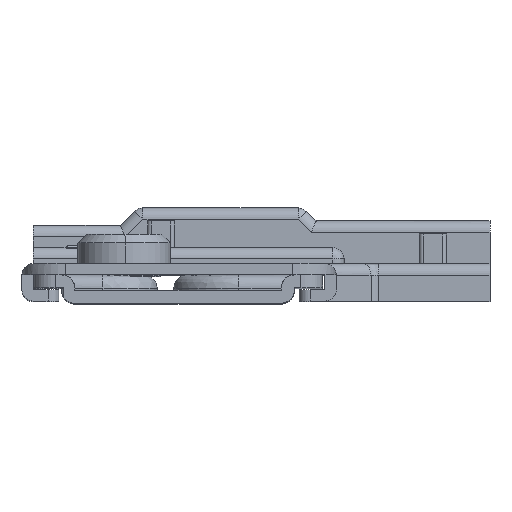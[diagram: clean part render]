
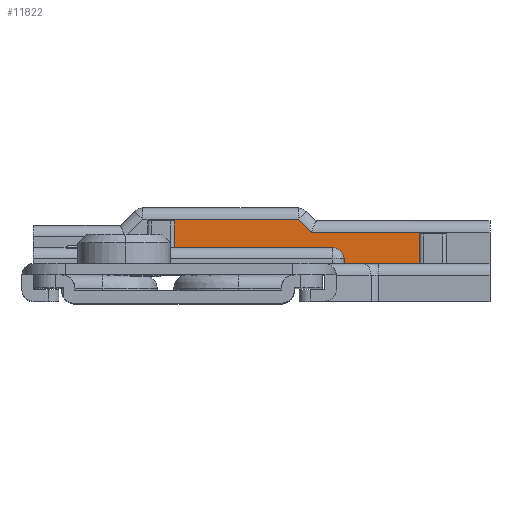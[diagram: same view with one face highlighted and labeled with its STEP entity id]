
A CAD part, top view. The second image highlights one B-rep face of the part: STEP entity #11822.
In plain terms, the highlighted planar face has unit normal (0, 0, 1).
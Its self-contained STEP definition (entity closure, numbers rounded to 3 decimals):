
#3 = EDGE_CURVE ( 'NONE', #5714, #6817, #933, .T. ) ;
#36 = LINE ( 'NONE', #4035, #2766 ) ;
#111 = DIRECTION ( 'NONE',  ( 1., 0., 0. ) ) ;
#213 = CARTESIAN_POINT ( 'NONE',  ( 12.938, 4.1, 5.4 ) ) ;
#303 = VECTOR ( 'NONE', #12900, 1000. ) ;
#390 = ORIENTED_EDGE ( 'NONE', *, *, #5309, .T. ) ;
#699 =( BOUNDED_CURVE ( )  B_SPLINE_CURVE ( 3, ( #1137, #213, #4209, #11049 ),
 .UNSPECIFIED., .F., .F. ) 
 B_SPLINE_CURVE_WITH_KNOTS ( ( 4, 4 ),
 ( 0., 0. ),
 .UNSPECIFIED. ) 
 CURVE ( )  GEOMETRIC_REPRESENTATION_ITEM ( )  RATIONAL_B_SPLINE_CURVE ( ( 0.957, 0.77, 0.77, 0.957 ) ) 
 REPRESENTATION_ITEM ( '' )  );
#720 = VERTEX_POINT ( 'NONE', #8758 ) ;
#750 = VECTOR ( 'NONE', #12335, 1000. ) ;
#823 = DIRECTION ( 'NONE',  ( 0., -1., 0. ) ) ;
#933 =( BOUNDED_CURVE ( )  B_SPLINE_CURVE ( 3, ( #8542, #8347, #2375, #12434 ),
 .UNSPECIFIED., .F., .F. ) 
 B_SPLINE_CURVE_WITH_KNOTS ( ( 4, 4 ),
 ( 0., 0. ),
 .UNSPECIFIED. ) 
 CURVE ( )  GEOMETRIC_REPRESENTATION_ITEM ( )  RATIONAL_B_SPLINE_CURVE ( ( 0.957, 0.77, 0.77, 0.957 ) ) 
 REPRESENTATION_ITEM ( '' )  );
#1102 = CARTESIAN_POINT ( 'NONE',  ( 27.53, 0.45, 5.4 ) ) ;
#1137 = CARTESIAN_POINT ( 'NONE',  ( 12.85, 4.1, 5.4 ) ) ;
#1171 = DIRECTION ( 'NONE',  ( -1., 0., 0. ) ) ;
#1189 = VERTEX_POINT ( 'NONE', #10313 ) ;
#1209 = LINE ( 'NONE', #4998, #11805 ) ;
#1327 = VERTEX_POINT ( 'NONE', #10107 ) ;
#1463 = CARTESIAN_POINT ( 'NONE',  ( 12.713, -1.05, 5.4 ) ) ;
#1570 = ORIENTED_EDGE ( 'NONE', *, *, #1784, .T. ) ;
#1658 = DIRECTION ( 'NONE',  ( 1., 0., 0. ) ) ;
#1784 = EDGE_CURVE ( 'NONE', #4695, #1189, #3936, .T. ) ;
#1838 = AXIS2_PLACEMENT_3D ( 'NONE', #1102, #9098, #111 ) ;
#1843 = ORIENTED_EDGE ( 'NONE', *, *, #4553, .T. ) ;
#1951 = VECTOR ( 'NONE', #5851, 1000. ) ;
#2362 = DIRECTION ( 'NONE',  ( 1., 0., 0. ) ) ;
#2375 = CARTESIAN_POINT ( 'NONE',  ( 35.562, 2.9, 5.4 ) ) ;
#2573 = CARTESIAN_POINT ( 'NONE',  ( 13., 1.5, 5.4 ) ) ;
#2606 = VECTOR ( 'NONE', #823, 1000. ) ;
#2766 = VECTOR ( 'NONE', #1171, 1000. ) ;
#3012 = VERTEX_POINT ( 'NONE', #4306 ) ;
#3048 = VECTOR ( 'NONE', #5326, 1000. ) ;
#3139 = EDGE_LOOP ( 'NONE', ( #390, #4075, #7301, #8376, #1843, #11309, #4165, #7400, #6302, #5737, #1570, #4391, #11139 ) ) ;
#3203 = CARTESIAN_POINT ( 'NONE',  ( 35.65, 2.9, 5.4 ) ) ;
#3227 = CARTESIAN_POINT ( 'NONE',  ( 24.25, 0., 5.4 ) ) ;
#3323 = CARTESIAN_POINT ( 'NONE',  ( 33.733, 2.9, 5.4 ) ) ;
#3383 = LINE ( 'NONE', #3323, #750 ) ;
#3493 = VERTEX_POINT ( 'NONE', #2573 ) ;
#3936 = CIRCLE ( 'NONE', #1838, 1.05 ) ;
#4035 = CARTESIAN_POINT ( 'NONE',  ( 24.25, 4.1, 5.4 ) ) ;
#4044 = VERTEX_POINT ( 'NONE', #8738 ) ;
#4075 = ORIENTED_EDGE ( 'NONE', *, *, #8963, .T. ) ;
#4165 = ORIENTED_EDGE ( 'NONE', *, *, #9734, .T. ) ;
#4209 = CARTESIAN_POINT ( 'NONE',  ( 13., 4.038, 5.4 ) ) ;
#4306 = CARTESIAN_POINT ( 'NONE',  ( 12.85, 4.1, 5.4 ) ) ;
#4391 = ORIENTED_EDGE ( 'NONE', *, *, #11483, .F. ) ;
#4499 = VECTOR ( 'NONE', #1658, 1000. ) ;
#4553 = EDGE_CURVE ( 'NONE', #6817, #4044, #3383, .T. ) ;
#4695 = VERTEX_POINT ( 'NONE', #4945 ) ;
#4945 = CARTESIAN_POINT ( 'NONE',  ( 27.53, 1.5, 5.4 ) ) ;
#4975 = EDGE_CURVE ( 'NONE', #1327, #9767, #8806, .T. ) ;
#4998 = CARTESIAN_POINT ( 'NONE',  ( 24.969, 3.496, 5.4 ) ) ;
#5082 = CARTESIAN_POINT ( 'NONE',  ( 35.5, 0., 5.4 ) ) ;
#5200 = DIRECTION ( 'NONE',  ( -0.707, 0.707, 0. ) ) ;
#5309 = EDGE_CURVE ( 'NONE', #9767, #7321, #12243, .T. ) ;
#5326 = DIRECTION ( 'NONE',  ( 0., 1., 0. ) ) ;
#5333 = CARTESIAN_POINT ( 'NONE',  ( 35.5, 1.525, 5.4 ) ) ;
#5391 = LINE ( 'NONE', #5333, #9306 ) ;
#5588 = DIRECTION ( 'NONE',  ( 1., 0., 0. ) ) ;
#5714 = VERTEX_POINT ( 'NONE', #9947 ) ;
#5737 = ORIENTED_EDGE ( 'NONE', *, *, #11533, .T. ) ;
#5789 = EDGE_CURVE ( 'NONE', #720, #3493, #5800, .T. ) ;
#5800 = LINE ( 'NONE', #9816, #2606 ) ;
#5851 = DIRECTION ( 'NONE',  ( 0., 1., 0. ) ) ;
#5993 = CARTESIAN_POINT ( 'NONE',  ( 24.365, 4.1, 5.4 ) ) ;
#6302 = ORIENTED_EDGE ( 'NONE', *, *, #5789, .T. ) ;
#6639 = CARTESIAN_POINT ( 'NONE',  ( 24.25, -1.05, 5.4 ) ) ;
#6817 = VERTEX_POINT ( 'NONE', #3203 ) ;
#7301 = ORIENTED_EDGE ( 'NONE', *, *, #11857, .T. ) ;
#7321 = VERTEX_POINT ( 'NONE', #10048 ) ;
#7400 = ORIENTED_EDGE ( 'NONE', *, *, #10509, .T. ) ;
#7449 = CARTESIAN_POINT ( 'NONE',  ( 33.08, -1.05, 5.4 ) ) ;
#8230 = VECTOR ( 'NONE', #2362, 1000. ) ;
#8347 = CARTESIAN_POINT ( 'NONE',  ( 35.5, 2.838, 5.4 ) ) ;
#8376 = ORIENTED_EDGE ( 'NONE', *, *, #3, .T. ) ;
#8484 = VERTEX_POINT ( 'NONE', #5082 ) ;
#8542 = CARTESIAN_POINT ( 'NONE',  ( 35.5, 2.75, 5.4 ) ) ;
#8606 = DIRECTION ( 'NONE',  ( 0., 0., 1. ) ) ;
#8686 = LINE ( 'NONE', #10727, #1951 ) ;
#8738 = CARTESIAN_POINT ( 'NONE',  ( 25.565, 2.9, 5.4 ) ) ;
#8758 = CARTESIAN_POINT ( 'NONE',  ( 13., 3.95, 5.4 ) ) ;
#8806 = LINE ( 'NONE', #6639, #4499 ) ;
#8963 = EDGE_CURVE ( 'NONE', #7321, #8484, #11373, .T. ) ;
#9098 = DIRECTION ( 'NONE',  ( 0., 0., -1. ) ) ;
#9306 = VECTOR ( 'NONE', #9540, 1000. ) ;
#9540 = DIRECTION ( 'NONE',  ( 0., 1., 0. ) ) ;
#9734 = EDGE_CURVE ( 'NONE', #10104, #3012, #36, .T. ) ;
#9767 = VERTEX_POINT ( 'NONE', #7449 ) ;
#9816 = CARTESIAN_POINT ( 'NONE',  ( 13., 1.525, 5.4 ) ) ;
#9936 = CARTESIAN_POINT ( 'NONE',  ( 24.25, 1.5, 5.4 ) ) ;
#9947 = CARTESIAN_POINT ( 'NONE',  ( 35.5, 2.75, 5.4 ) ) ;
#10048 = CARTESIAN_POINT ( 'NONE',  ( 33.08, 0., 5.4 ) ) ;
#10104 = VERTEX_POINT ( 'NONE', #5993 ) ;
#10107 = CARTESIAN_POINT ( 'NONE',  ( 28.58, -1.05, 5.4 ) ) ;
#10313 = CARTESIAN_POINT ( 'NONE',  ( 28.58, 0.45, 5.4 ) ) ;
#10464 = PLANE ( 'NONE',  #10584 ) ;
#10494 = EDGE_CURVE ( 'NONE', #4044, #10104, #1209, .T. ) ;
#10509 = EDGE_CURVE ( 'NONE', #3012, #720, #699, .T. ) ;
#10520 = CARTESIAN_POINT ( 'NONE',  ( 33.08, -0.525, 5.4 ) ) ;
#10584 = AXIS2_PLACEMENT_3D ( 'NONE', #1463, #8606, #5588 ) ;
#10595 = FACE_OUTER_BOUND ( 'NONE', #3139, .T. ) ;
#10727 = CARTESIAN_POINT ( 'NONE',  ( 28.58, -0.3, 5.4 ) ) ;
#11049 = CARTESIAN_POINT ( 'NONE',  ( 13., 3.95, 5.4 ) ) ;
#11139 = ORIENTED_EDGE ( 'NONE', *, *, #4975, .T. ) ;
#11309 = ORIENTED_EDGE ( 'NONE', *, *, #10494, .T. ) ;
#11373 = LINE ( 'NONE', #3227, #8230 ) ;
#11483 = EDGE_CURVE ( 'NONE', #1327, #1189, #8686, .T. ) ;
#11533 = EDGE_CURVE ( 'NONE', #3493, #4695, #12830, .T. ) ;
#11805 = VECTOR ( 'NONE', #5200, 1000. ) ;
#11822 = ADVANCED_FACE ( 'NONE', ( #10595 ), #10464, .T. ) ;
#11857 = EDGE_CURVE ( 'NONE', #8484, #5714, #5391, .T. ) ;
#12243 = LINE ( 'NONE', #10520, #3048 ) ;
#12335 = DIRECTION ( 'NONE',  ( -1., 0., 0. ) ) ;
#12434 = CARTESIAN_POINT ( 'NONE',  ( 35.65, 2.9, 5.4 ) ) ;
#12830 = LINE ( 'NONE', #9936, #303 ) ;
#12900 = DIRECTION ( 'NONE',  ( 1., 0., 0. ) ) ;
